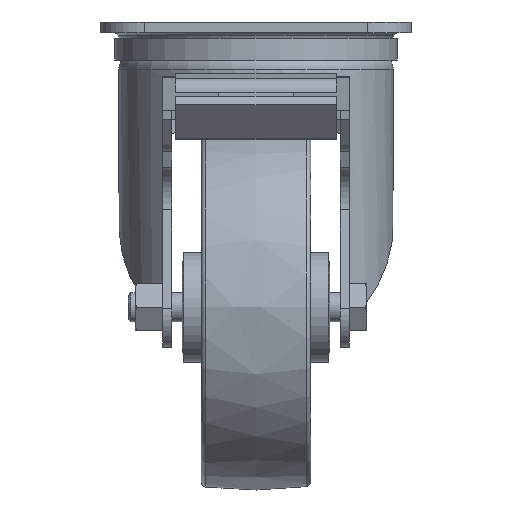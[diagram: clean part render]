
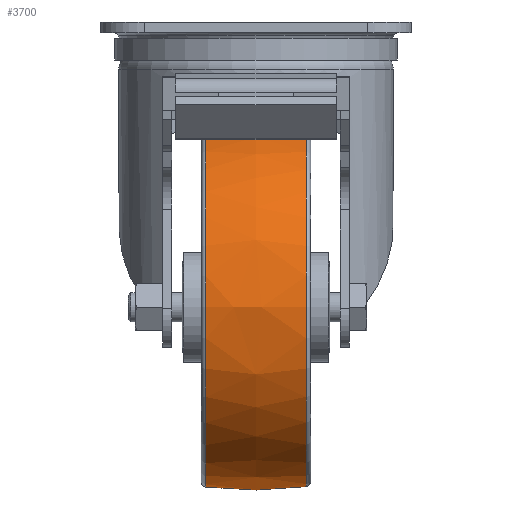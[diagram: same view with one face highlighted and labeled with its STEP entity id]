
A CAD part, left-side view. The second image highlights one B-rep face of the part: STEP entity #3700.
In plain terms, the highlighted free-form (B-spline) face has degree [2, 2] with [3, 9] control points.
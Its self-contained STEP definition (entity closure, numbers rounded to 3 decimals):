
#13=(
BOUNDED_SURFACE()
B_SPLINE_SURFACE(2,2,((#6697,#6698,#6699,#6700,#6701,#6702,#6703,#6704,
#6705),(#6706,#6707,#6708,#6709,#6710,#6711,#6712,#6713,#6714),(#6715,#6716,
#6717,#6718,#6719,#6720,#6721,#6722,#6723)),.UNSPECIFIED.,.F.,.T.,.F.)
B_SPLINE_SURFACE_WITH_KNOTS((3,3),(3,2,2,2,3),(-0.12,0.129),
(-3.142,-1.571,0.,1.571,3.142),
 .UNSPECIFIED.)
GEOMETRIC_REPRESENTATION_ITEM()
RATIONAL_B_SPLINE_SURFACE(((1.,0.707,1.,0.707,1.,
0.707,1.,0.707,1.),(0.992,0.702,
0.992,0.702,0.992,0.702,
0.992,0.702,0.992),(1.,0.707,
1.,0.707,1.,0.707,1.,0.707,1.)))
REPRESENTATION_ITEM('')
SURFACE()
);
#131=(
BOUNDED_CURVE()
B_SPLINE_CURVE(2,(#6728,#6729,#6730),.UNSPECIFIED.,.F.,.F.)
B_SPLINE_CURVE_WITH_KNOTS((3,3),(-0.129,0.12),
 .UNSPECIFIED.)
CURVE()
GEOMETRIC_REPRESENTATION_ITEM()
RATIONAL_B_SPLINE_CURVE((1.,0.992,1.))
REPRESENTATION_ITEM('')
);
#464=FACE_OUTER_BOUND('',#759,.T.);
#759=EDGE_LOOP('',(#3144,#3145,#3146,#3147,#3148,#3149));
#921=CIRCLE('',#4062,24.602);
#922=CIRCLE('',#4063,24.602);
#923=CIRCLE('',#4064,24.542);
#924=CIRCLE('',#4065,24.542);
#1763=VERTEX_POINT('',#6693);
#1764=VERTEX_POINT('',#6694);
#1765=VERTEX_POINT('',#6724);
#1766=VERTEX_POINT('',#6725);
#2227=EDGE_CURVE('',#1763,#1764,#921,.T.);
#2228=EDGE_CURVE('',#1764,#1763,#922,.T.);
#2229=EDGE_CURVE('',#1765,#1766,#923,.T.);
#2230=EDGE_CURVE('',#1766,#1765,#924,.T.);
#2231=EDGE_CURVE('',#1766,#1764,#131,.T.);
#3144=ORIENTED_EDGE('',*,*,#2229,.F.);
#3145=ORIENTED_EDGE('',*,*,#2230,.F.);
#3146=ORIENTED_EDGE('',*,*,#2231,.T.);
#3147=ORIENTED_EDGE('',*,*,#2228,.T.);
#3148=ORIENTED_EDGE('',*,*,#2227,.T.);
#3149=ORIENTED_EDGE('',*,*,#2231,.F.);
#3700=ADVANCED_FACE('',(#464),#13,.F.);
#4062=AXIS2_PLACEMENT_3D('',#6695,#5037,#5038);
#4063=AXIS2_PLACEMENT_3D('',#6696,#5039,#5040);
#4064=AXIS2_PLACEMENT_3D('',#6726,#5041,#5042);
#4065=AXIS2_PLACEMENT_3D('',#6727,#5043,#5044);
#5037=DIRECTION('center_axis',(0.,-1.,0.));
#5038=DIRECTION('ref_axis',(0.,0.,
1.));
#5039=DIRECTION('center_axis',(0.,-1.,0.));
#5040=DIRECTION('ref_axis',(0.,0.,
1.));
#5041=DIRECTION('center_axis',(0.,-1.,0.));
#5042=DIRECTION('ref_axis',(0.,0.,
1.));
#5043=DIRECTION('center_axis',(0.,-1.,0.));
#5044=DIRECTION('ref_axis',(0.,0.,
1.));
#6693=CARTESIAN_POINT('',(3723.015,3476.79,-3486.206));
#6694=CARTESIAN_POINT('',(3698.413,3476.79,-3510.808));
#6695=CARTESIAN_POINT('Origin',(3723.015,3476.79,-3510.808));
#6696=CARTESIAN_POINT('Origin',(3723.015,3476.79,-3510.808));
#6697=CARTESIAN_POINT('Ctrl Pts',(3698.413,3476.79,-3510.808));
#6698=CARTESIAN_POINT('Ctrl Pts',(3698.413,3476.79,-3535.41));
#6699=CARTESIAN_POINT('Ctrl Pts',(3723.015,3476.79,-3535.41));
#6700=CARTESIAN_POINT('Ctrl Pts',(3747.617,3476.79,-3535.41));
#6701=CARTESIAN_POINT('Ctrl Pts',(3747.617,3476.79,-3510.808));
#6702=CARTESIAN_POINT('Ctrl Pts',(3747.617,3476.79,-3486.206));
#6703=CARTESIAN_POINT('Ctrl Pts',(3723.015,3476.79,-3486.206));
#6704=CARTESIAN_POINT('Ctrl Pts',(3698.413,3476.79,-3486.206));
#6705=CARTESIAN_POINT('Ctrl Pts',(3698.413,3476.79,-3510.808));
#6706=CARTESIAN_POINT('Ctrl Pts',(3697.585,3469.943,-3510.808));
#6707=CARTESIAN_POINT('Ctrl Pts',(3697.585,3469.943,-3536.238));
#6708=CARTESIAN_POINT('Ctrl Pts',(3723.015,3469.943,-3536.238));
#6709=CARTESIAN_POINT('Ctrl Pts',(3748.445,3469.943,-3536.238));
#6710=CARTESIAN_POINT('Ctrl Pts',(3748.445,3469.943,-3510.808));
#6711=CARTESIAN_POINT('Ctrl Pts',(3748.445,3469.943,-3485.377));
#6712=CARTESIAN_POINT('Ctrl Pts',(3723.015,3469.943,-3485.377));
#6713=CARTESIAN_POINT('Ctrl Pts',(3697.585,3469.943,-3485.377));
#6714=CARTESIAN_POINT('Ctrl Pts',(3697.585,3469.943,-3510.808));
#6715=CARTESIAN_POINT('Ctrl Pts',(3698.473,3463.103,-3510.808));
#6716=CARTESIAN_POINT('Ctrl Pts',(3698.473,3463.103,-3535.35));
#6717=CARTESIAN_POINT('Ctrl Pts',(3723.015,3463.103,-3535.35));
#6718=CARTESIAN_POINT('Ctrl Pts',(3747.557,3463.103,-3535.35));
#6719=CARTESIAN_POINT('Ctrl Pts',(3747.557,3463.103,-3510.808));
#6720=CARTESIAN_POINT('Ctrl Pts',(3747.557,3463.103,-3486.265));
#6721=CARTESIAN_POINT('Ctrl Pts',(3723.015,3463.103,-3486.265));
#6722=CARTESIAN_POINT('Ctrl Pts',(3698.473,3463.103,-3486.265));
#6723=CARTESIAN_POINT('Ctrl Pts',(3698.473,3463.103,-3510.808));
#6724=CARTESIAN_POINT('',(3723.015,3463.103,-3486.265));
#6725=CARTESIAN_POINT('',(3698.473,3463.103,-3510.808));
#6726=CARTESIAN_POINT('Origin',(3723.015,3463.103,-3510.808));
#6727=CARTESIAN_POINT('Origin',(3723.015,3463.103,-3510.808));
#6728=CARTESIAN_POINT('Ctrl Pts',(3698.473,3463.103,-3510.808));
#6729=CARTESIAN_POINT('Ctrl Pts',(3697.585,3469.943,-3510.808));
#6730=CARTESIAN_POINT('Ctrl Pts',(3698.413,3476.79,-3510.808));
